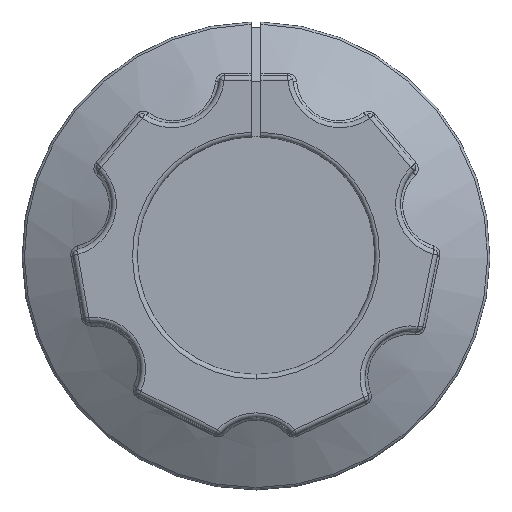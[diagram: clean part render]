
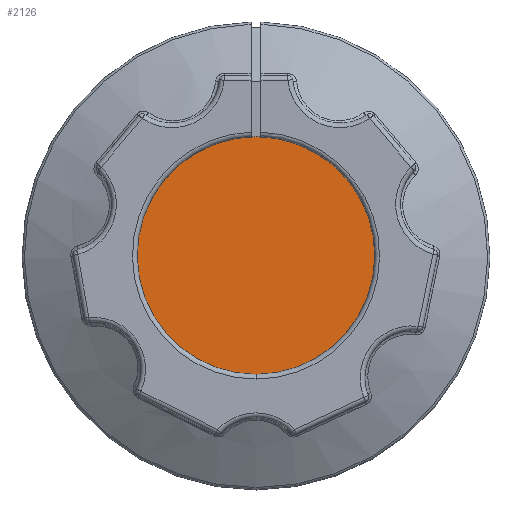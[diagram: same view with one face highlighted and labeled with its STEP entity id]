
A CAD part, top view. The second image highlights one B-rep face of the part: STEP entity #2126.
In plain terms, the highlighted planar face has unit normal (0, 0, 1).
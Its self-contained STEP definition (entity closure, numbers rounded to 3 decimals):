
#872=CARTESIAN_POINT('',(0.0,-5.08,11.44));
#873=VERTEX_POINT('',#872);
#899=CARTESIAN_POINT('',(-0.0,5.08,11.44));
#900=VERTEX_POINT('',#899);
#907=CARTESIAN_POINT('',(0.0,0.0,11.44));
#908=DIRECTION('',(0.0,0.0,1.0));
#909=DIRECTION('',(1.0,0.0,-0.0));
#910=AXIS2_PLACEMENT_3D('',#907,#908,#909);
#911=CIRCLE('',#910,5.08);
#912=EDGE_CURVE('n� 2742',#873,#900,#911,.T.);
#931=CARTESIAN_POINT('',(0.0,0.0,11.44));
#932=DIRECTION('',(0.0,0.0,1.0));
#933=DIRECTION('',(1.0,0.0,-0.0));
#934=AXIS2_PLACEMENT_3D('',#931,#932,#933);
#935=CIRCLE('',#934,5.08);
#936=EDGE_CURVE('n� 2737',#900,#873,#935,.T.);
#2117=ORIENTED_EDGE('',*,*,#936,.T.);
#2118=ORIENTED_EDGE('',*,*,#912,.T.);
#2119=EDGE_LOOP('',(#2117,#2118));
#2120=FACE_OUTER_BOUND('',#2119,.T.);
#2121=CARTESIAN_POINT('',(0.0,0.0,11.44));
#2122=DIRECTION('',(0.0,0.0,1.0));
#2123=DIRECTION('',(1.0,0.0,-0.0));
#2124=AXIS2_PLACEMENT_3D('',#2121,#2122,#2123);
#2125=PLANE('',#2124);
#2126=ADVANCED_FACE('n� 2761',(#2120),#2125,.T.);
